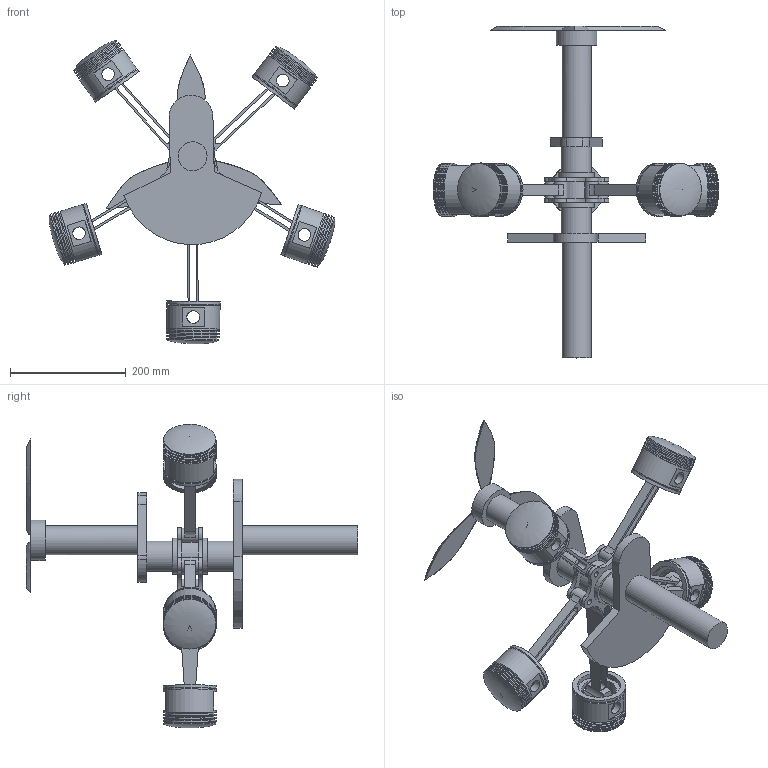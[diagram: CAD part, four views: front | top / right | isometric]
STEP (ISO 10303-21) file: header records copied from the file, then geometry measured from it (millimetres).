
FILE_DESCRIPTION(/* description */ (''),/* implementation_level */ '2;1');
FILE_NAME(/* name */ 'Radial Engine .step',/* time_stamp */ '2020-12-23T00:27:09+06:00',/* author */ (''),/* organization */ (''),/* preprocessor_version */ 'ST-DEVELOPER v18.1',/* originating_system */ 'Autodesk Translation Framework v9.7.1.1290',/* authorisation */ '');
FILE_SCHEMA (('AUTOMOTIVE_DESIGN { 1 0 10303 214 3 1 1 }'));
Length unit declared in the file: millimetre
Products named in the file (6): Radial Engine; Master Connecting Rod; Connecting Rod; Piston; Crank Shaft (2); Component14
Assembly tree (12 placements, depth 2):
  Radial Engine
    Piston  x5
    Master Connecting Rod
    Connecting Rod  x4
    Crank Shaft (2)
    Component14
Bounding box: 493.1 x 573 x 523.87 mm (x, y, z)
Volume: 3241484.2 mm3; surface area: 710156.6 mm2
Topology: 12 solids, 12 shells, 374 faces, 819 edges, 547 vertices
Faces by surface type: plane 180, cylinder 174, bspline 17, cone 3
Full cylindrical faces by diameter (mm): 10 x8, 15 x4, 22 x15, 24 x4, 35 x4, 50 x3, 52.5 x1, 53 x1, 60 x5, 63 x3, 70 x1, 74.278 x10, 84 x25, 90.073 x5, 92 x25
Entity records: 6761 total; most frequent: CARTESIAN_POINT 2539, DIRECTION 855, ORIENTED_EDGE 810, EDGE_CURVE 405, AXIS2_PLACEMENT_3D 350, VERTEX_POINT 269, EDGE_LOOP 222, CIRCLE 177
